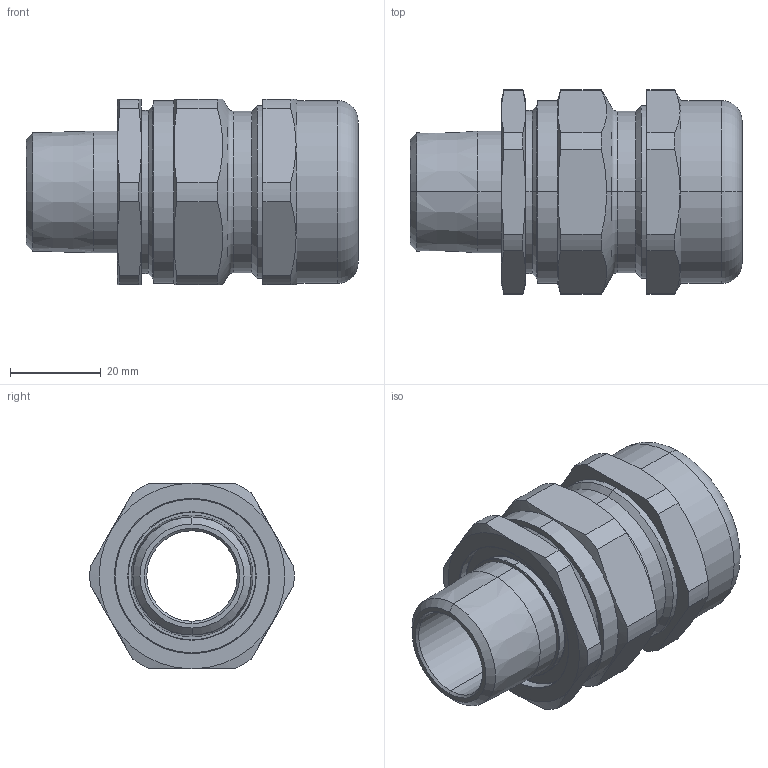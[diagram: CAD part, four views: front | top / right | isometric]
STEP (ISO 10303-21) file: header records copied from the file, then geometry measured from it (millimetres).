
FILE_DESCRIPTION (( 'STEP AP203' ), '1' );
FILE_NAME ('TMC075.STEP', '2016-10-24T14:48:21', ( '' ), ( '' ), 'SwSTEP 2.0', 'SolidWorks 2014', '' );
FILE_SCHEMA (( 'CONFIG_CONTROL_DESIGN' ));
Length unit declared in the file: millimetre
Products named in the file (1): TMC075
Bounding box: 73.31 x 45.08 x 41 mm (x, y, z)
Volume: 41807.6 mm3; surface area: 25536.7 mm2
Topology: 4 solids, 4 shells, 353 faces, 865 edges, 550 vertices
Faces by surface type: plane 122, bspline 101, cone 58, cylinder 56, torus 16
Entity records: 16702 total; most frequent: CARTESIAN_POINT 8938, ORIENTED_EDGE 1730, DIRECTION 1311, EDGE_CURVE 865, VERTEX_POINT 550, AXIS2_PLACEMENT_3D 443, LINE 425, VECTOR 425
